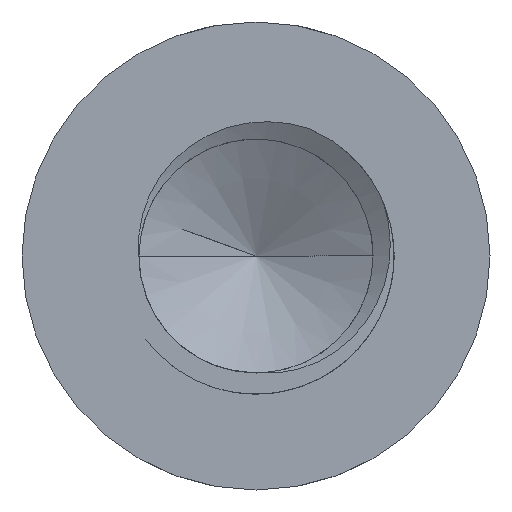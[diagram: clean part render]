
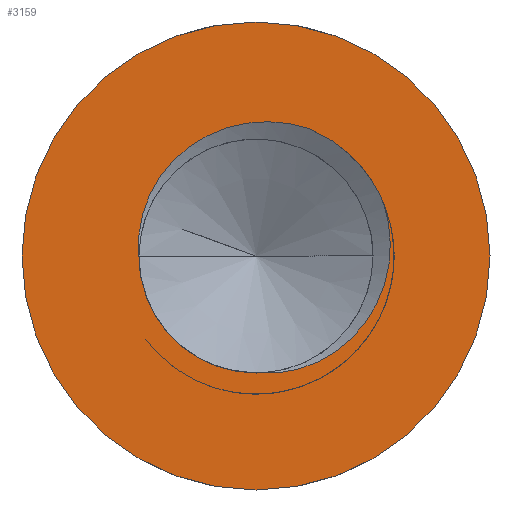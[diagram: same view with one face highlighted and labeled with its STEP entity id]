
A CAD part, left-side view. The second image highlights one B-rep face of the part: STEP entity #3159.
In plain terms, the highlighted planar face has unit normal (-1, 0, 0).
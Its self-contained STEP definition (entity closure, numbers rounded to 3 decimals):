
#62 = CARTESIAN_POINT ( 'NONE',  ( -115., 6., 0. ) ) ;
#64 = CARTESIAN_POINT ( 'NONE',  ( -115., 0., 0. ) ) ;
#90 = ORIENTED_EDGE ( 'NONE', *, *, #2392, .T. ) ;
#123 = CARTESIAN_POINT ( 'NONE',  ( -115., 2.83, 1.323 ) ) ;
#142 = EDGE_LOOP ( 'NONE', ( #90, #1044, #1288, #1098 ) ) ;
#260 = CARTESIAN_POINT ( 'NONE',  ( -115., -2.041, -2.458 ) ) ;
#295 = DIRECTION ( 'NONE',  ( 0., 1., 0. ) ) ;
#301 = VERTEX_POINT ( 'NONE', #1823 ) ;
#327 = CIRCLE ( 'NONE', #1637, 3. ) ;
#331 = CARTESIAN_POINT ( 'NONE',  ( -115., -1.355, 3.272 ) ) ;
#407 = CARTESIAN_POINT ( 'NONE',  ( -115., 2.124, 2.455 ) ) ;
#497 = AXIS2_PLACEMENT_3D ( 'NONE', #2624, #2643, #2586 ) ;
#511 = EDGE_CURVE ( 'NONE', #2056, #1137, #1676, .T. ) ;
#528 = CARTESIAN_POINT ( 'NONE',  ( -115., -2.148, -2.38 ) ) ;
#621 = CARTESIAN_POINT ( 'NONE',  ( -115., -1.785, 3.094 ) ) ;
#647 = VERTEX_POINT ( 'NONE', #1454 ) ;
#674 = CARTESIAN_POINT ( 'NONE',  ( -115., 2.782, 1.448 ) ) ;
#682 = DIRECTION ( 'NONE',  ( 0., -1., 0. ) ) ;
#723 = AXIS2_PLACEMENT_3D ( 'NONE', #64, #2737, #295 ) ;
#754 = CARTESIAN_POINT ( 'NONE',  ( -115., 0., -3. ) ) ;
#777 = CARTESIAN_POINT ( 'NONE',  ( -115., -3.453, 0.302 ) ) ;
#783 = CARTESIAN_POINT ( 'NONE',  ( -115., -1.098, 3.355 ) ) ;
#843 = AXIS2_PLACEMENT_3D ( 'NONE', #2770, #1438, #682 ) ;
#869 = CARTESIAN_POINT ( 'NONE',  ( -115., 0.887, 3.244 ) ) ;
#1017 = CARTESIAN_POINT ( 'NONE',  ( -115., 3., 0. ) ) ;
#1041 = VERTEX_POINT ( 'NONE', #1560 ) ;
#1044 = ORIENTED_EDGE ( 'NONE', *, *, #511, .T. ) ;
#1051 = CARTESIAN_POINT ( 'NONE',  ( -115., -3.297, -0.758 ) ) ;
#1091 = CARTESIAN_POINT ( 'NONE',  ( -115., -2.96, -1.492 ) ) ;
#1098 = ORIENTED_EDGE ( 'NONE', *, *, #1409, .T. ) ;
#1124 = CARTESIAN_POINT ( 'NONE',  ( -115., -0.27, -3.024 ) ) ;
#1137 = VERTEX_POINT ( 'NONE', #754 ) ;
#1142 = CARTESIAN_POINT ( 'NONE',  ( -115., -1.073, -2.918 ) ) ;
#1173 = CARTESIAN_POINT ( 'NONE',  ( -115., 0., -3. ) ) ;
#1201 = CARTESIAN_POINT ( 'NONE',  ( -115., -1.355, 3.272 ) ) ;
#1288 = ORIENTED_EDGE ( 'NONE', *, *, #3358, .T. ) ;
#1291 = DIRECTION ( 'NONE',  ( 0., 1., 0. ) ) ;
#1309 = ORIENTED_EDGE ( 'NONE', *, *, #3275, .F. ) ;
#1406 = CARTESIAN_POINT ( 'NONE',  ( -115., -0.028, 3.446 ) ) ;
#1409 = EDGE_CURVE ( 'NONE', #647, #301, #1866, .T. ) ;
#1424 = CARTESIAN_POINT ( 'NONE',  ( -115., -0.301, 3.453 ) ) ;
#1438 = DIRECTION ( 'NONE',  ( -1., 0., 0. ) ) ;
#1454 = CARTESIAN_POINT ( 'NONE',  ( -115., 3., 0. ) ) ;
#1497 = CARTESIAN_POINT ( 'NONE',  ( -115., 1.928, 2.64 ) ) ;
#1514 = CARTESIAN_POINT ( 'NONE',  ( -115., 2.467, 2.043 ) ) ;
#1517 = CARTESIAN_POINT ( 'NONE',  ( -115., -3.272, 1.355 ) ) ;
#1558 = EDGE_LOOP ( 'NONE', ( #3181, #1309 ) ) ;
#1560 = CARTESIAN_POINT ( 'NONE',  ( -115., -6., 0. ) ) ;
#1582 = CARTESIAN_POINT ( 'NONE',  ( -115., -3.272, 1.355 ) ) ;
#1637 = AXIS2_PLACEMENT_3D ( 'NONE', #3114, #3131, #1291 ) ;
#1676 = B_SPLINE_CURVE_WITH_KNOTS ( 'NONE', 3,
 ( #1582, #2423, #1895, #777, #2648, #3459, #1051, #1859, #1091, #2964, #2140, #528, #260, #2158, #3012, #3281, #1142, #1912, #1124, #1173 ),
 .UNSPECIFIED., .F., .F.,
 ( 4, 2, 2, 2, 2, 2, 2, 2, 2, 4 ),
 ( 0., 0.001, 0.002, 0.002, 0.003, 0.004, 0.004, 0.005, 0.006, 0.006 ),
 .UNSPECIFIED. ) ;
#1711 = VERTEX_POINT ( 'NONE', #62 ) ;
#1742 = CARTESIAN_POINT ( 'NONE',  ( -115., 3.012, 0.537 ) ) ;
#1823 = CARTESIAN_POINT ( 'NONE',  ( -115., -1.355, 3.272 ) ) ;
#1859 = CARTESIAN_POINT ( 'NONE',  ( -115., -3.091, -1.259 ) ) ;
#1866 = B_SPLINE_CURVE_WITH_KNOTS ( 'NONE', 3,
 ( #1017, #2020, #1742, #2546, #3087, #123, #674, #2830, #1514, #407, #1497, #2578, #3283, #869, #2673, #3178, #3445, #1406, #1424, #3198, #783, #331 ),
 .UNSPECIFIED., .F., .F.,
 ( 4, 2, 2, 2, 2, 2, 2, 2, 2, 2, 4 ),
 ( 0., 0.001, 0.001, 0.002, 0.002, 0.003, 0.004, 0.004, 0.005, 0.006, 0.006 ),
 .UNSPECIFIED. ) ;
#1895 = CARTESIAN_POINT ( 'NONE',  ( -115., -3.408, 0.835 ) ) ;
#1912 = CARTESIAN_POINT ( 'NONE',  ( -115., -0.541, -3.012 ) ) ;
#2020 = CARTESIAN_POINT ( 'NONE',  ( -115., 3.024, 0.27 ) ) ;
#2056 = VERTEX_POINT ( 'NONE', #1517 ) ;
#2140 = CARTESIAN_POINT ( 'NONE',  ( -115., -2.456, -2.123 ) ) ;
#2158 = CARTESIAN_POINT ( 'NONE',  ( -115., -1.814, -2.602 ) ) ;
#2392 = EDGE_CURVE ( 'NONE', #301, #2056, #3331, .T. ) ;
#2423 = CARTESIAN_POINT ( 'NONE',  ( -115., -3.355, 1.097 ) ) ;
#2481 = CARTESIAN_POINT ( 'NONE',  ( -115., -2.831, 2.178 ) ) ;
#2496 = CARTESIAN_POINT ( 'NONE',  ( -115., -2.174, 2.834 ) ) ;
#2504 = FACE_OUTER_BOUND ( 'NONE', #1558, .T. ) ;
#2512 = CARTESIAN_POINT ( 'NONE',  ( -115., -3.272, 1.355 ) ) ;
#2546 = CARTESIAN_POINT ( 'NONE',  ( -115., 2.942, 0.934 ) ) ;
#2578 = CARTESIAN_POINT ( 'NONE',  ( -115., 1.493, 2.96 ) ) ;
#2586 = DIRECTION ( 'NONE',  ( 0., 1., 0. ) ) ;
#2624 = CARTESIAN_POINT ( 'NONE',  ( -115., 0., 0. ) ) ;
#2643 = DIRECTION ( 'NONE',  ( 1., 0., 0. ) ) ;
#2648 = CARTESIAN_POINT ( 'NONE',  ( -115., -3.446, 0.029 ) ) ;
#2673 = CARTESIAN_POINT ( 'NONE',  ( -115., 0.758, 3.288 ) ) ;
#2737 = DIRECTION ( 'NONE',  ( 1., 0., 0. ) ) ;
#2770 = CARTESIAN_POINT ( 'NONE',  ( -115., 3., 0. ) ) ;
#2793 = CARTESIAN_POINT ( 'NONE',  ( -115., -3.094, 1.785 ) ) ;
#2820 = FACE_BOUND ( 'NONE', #142, .T. ) ;
#2830 = CARTESIAN_POINT ( 'NONE',  ( -115., 2.613, 1.812 ) ) ;
#2865 = CIRCLE ( 'NONE', #497, 6. ) ;
#2931 = EDGE_CURVE ( 'NONE', #1711, #1041, #3263, .T. ) ;
#2964 = CARTESIAN_POINT ( 'NONE',  ( -115., -2.643, -1.924 ) ) ;
#3012 = CARTESIAN_POINT ( 'NONE',  ( -115., -1.694, -2.668 ) ) ;
#3087 = CARTESIAN_POINT ( 'NONE',  ( -115., 2.91, 1.066 ) ) ;
#3114 = CARTESIAN_POINT ( 'NONE',  ( -115., 0., 0. ) ) ;
#3131 = DIRECTION ( 'NONE',  ( 1., 0., 0. ) ) ;
#3159 = ADVANCED_FACE ( 'NONE', ( #2504, #2820 ), #3330, .T. ) ;
#3178 = CARTESIAN_POINT ( 'NONE',  ( -115., 0.499, 3.359 ) ) ;
#3181 = ORIENTED_EDGE ( 'NONE', *, *, #2931, .F. ) ;
#3198 = CARTESIAN_POINT ( 'NONE',  ( -115., -0.835, 3.408 ) ) ;
#3263 = CIRCLE ( 'NONE', #723, 6. ) ;
#3275 = EDGE_CURVE ( 'NONE', #1041, #1711, #2865, .T. ) ;
#3281 = CARTESIAN_POINT ( 'NONE',  ( -115., -1.328, -2.837 ) ) ;
#3283 = CARTESIAN_POINT ( 'NONE',  ( -115., 1.26, 3.09 ) ) ;
#3330 = PLANE ( 'NONE',  #843 ) ;
#3331 = B_SPLINE_CURVE_WITH_KNOTS ( 'NONE', 3,
 ( #1201, #621, #2496, #2481, #2793, #2512 ),
 .UNSPECIFIED., .F., .F.,
 ( 4, 2, 4 ),
 ( 0., 0.001, 0.003 ),
 .UNSPECIFIED. ) ;
#3358 = EDGE_CURVE ( 'NONE', #1137, #647, #327, .T. ) ;
#3445 = CARTESIAN_POINT ( 'NONE',  ( -115., 0.368, 3.387 ) ) ;
#3459 = CARTESIAN_POINT ( 'NONE',  ( -115., -3.367, -0.5 ) ) ;
